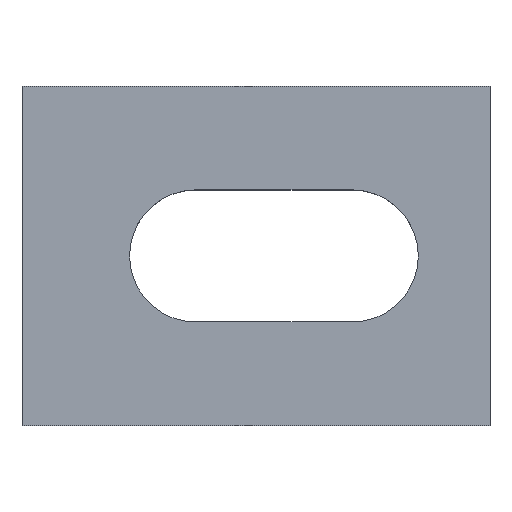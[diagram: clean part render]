
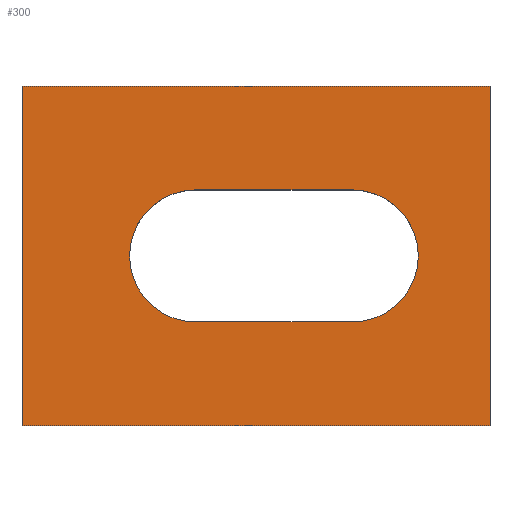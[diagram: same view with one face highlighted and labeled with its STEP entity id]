
A CAD part, top view. The second image highlights one B-rep face of the part: STEP entity #300.
In plain terms, the highlighted planar face has unit normal (0, 0, 1).
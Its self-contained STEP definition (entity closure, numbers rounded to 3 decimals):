
#7 = VECTOR ( 'NONE', #357, 1000. ) ;
#18 = VERTEX_POINT ( 'NONE', #328 ) ;
#19 = CARTESIAN_POINT ( 'NONE',  ( -3.2, 3.5, 5. ) ) ;
#20 = CARTESIAN_POINT ( 'NONE',  ( 5.1, 3.5, 5. ) ) ;
#21 = DIRECTION ( 'NONE',  ( -1., 0., 0. ) ) ;
#22 = CARTESIAN_POINT ( 'NONE',  ( 12.4, -9., 5. ) ) ;
#31 = ORIENTED_EDGE ( 'NONE', *, *, #88, .F. ) ;
#38 = ORIENTED_EDGE ( 'NONE', *, *, #190, .F. ) ;
#41 = VERTEX_POINT ( 'NONE', #176 ) ;
#54 = VERTEX_POINT ( 'NONE', #206 ) ;
#57 = VERTEX_POINT ( 'NONE', #115 ) ;
#61 = EDGE_CURVE ( 'NONE', #57, #54, #86, .T. ) ;
#63 = VERTEX_POINT ( 'NONE', #19 ) ;
#70 = EDGE_CURVE ( 'NONE', #147, #320, #257, .T. ) ;
#75 = CIRCLE ( 'NONE', #306, 3.5 ) ;
#76 = AXIS2_PLACEMENT_3D ( 'NONE', #151, #91, #247 ) ;
#82 = VECTOR ( 'NONE', #21, 1000. ) ;
#84 = EDGE_LOOP ( 'NONE', ( #330, #224, #31, #264, #327 ) ) ;
#85 = LINE ( 'NONE', #279, #82 ) ;
#86 = LINE ( 'NONE', #299, #354 ) ;
#87 = EDGE_CURVE ( 'NONE', #320, #57, #199, .T. ) ;
#88 = EDGE_CURVE ( 'NONE', #41, #18, #198, .T. ) ;
#90 = DIRECTION ( 'NONE',  ( 1., 0., 0. ) ) ;
#91 = DIRECTION ( 'NONE',  ( 0., 0., 1. ) ) ;
#104 = CARTESIAN_POINT ( 'NONE',  ( -12.4, -9., 5. ) ) ;
#115 = CARTESIAN_POINT ( 'NONE',  ( -12.4, 9., 5. ) ) ;
#125 = CARTESIAN_POINT ( 'NONE',  ( 12.4, -9., 5. ) ) ;
#126 = AXIS2_PLACEMENT_3D ( 'NONE', #22, #218, #338 ) ;
#127 = EDGE_LOOP ( 'NONE', ( #137, #38, #252, #316 ) ) ;
#137 = ORIENTED_EDGE ( 'NONE', *, *, #70, .F. ) ;
#139 = CARTESIAN_POINT ( 'NONE',  ( -3.2, 0., 5. ) ) ;
#141 = DIRECTION ( 'NONE',  ( 0., 0., 1. ) ) ;
#142 = DIRECTION ( 'NONE',  ( -1., 0., 0. ) ) ;
#143 = AXIS2_PLACEMENT_3D ( 'NONE', #139, #141, #345 ) ;
#147 = VERTEX_POINT ( 'NONE', #303 ) ;
#148 = EDGE_CURVE ( 'NONE', #18, #226, #302, .T. ) ;
#149 = VECTOR ( 'NONE', #219, 1000. ) ;
#151 = CARTESIAN_POINT ( 'NONE',  ( 5.1, 0., 5. ) ) ;
#160 = PLANE ( 'NONE',  #126 ) ;
#176 = CARTESIAN_POINT ( 'NONE',  ( -3.2, -3.5, 5. ) ) ;
#190 = EDGE_CURVE ( 'NONE', #54, #147, #202, .T. ) ;
#198 = LINE ( 'NONE', #241, #340 ) ;
#199 = LINE ( 'NONE', #213, #280 ) ;
#202 = LINE ( 'NONE', #312, #149 ) ;
#206 = CARTESIAN_POINT ( 'NONE',  ( 12.4, 9., 5. ) ) ;
#213 = CARTESIAN_POINT ( 'NONE',  ( -12.4, -9., 5. ) ) ;
#215 = CIRCLE ( 'NONE', #143, 3.5 ) ;
#218 = DIRECTION ( 'NONE',  ( 0., 0., -1. ) ) ;
#219 = DIRECTION ( 'NONE',  ( 0., -1., 0. ) ) ;
#224 = ORIENTED_EDGE ( 'NONE', *, *, #148, .F. ) ;
#225 = FACE_BOUND ( 'NONE', #84, .T. ) ;
#226 = VERTEX_POINT ( 'NONE', #20 ) ;
#233 = EDGE_CURVE ( 'NONE', #226, #63, #85, .T. ) ;
#241 = CARTESIAN_POINT ( 'NONE',  ( 12.4, -3.5, 5. ) ) ;
#247 = DIRECTION ( 'NONE',  ( -1., 0., 0. ) ) ;
#249 = CARTESIAN_POINT ( 'NONE',  ( -6.7, 0., 5. ) ) ;
#252 = ORIENTED_EDGE ( 'NONE', *, *, #61, .F. ) ;
#257 = LINE ( 'NONE', #125, #7 ) ;
#264 = ORIENTED_EDGE ( 'NONE', *, *, #360, .F. ) ;
#279 = CARTESIAN_POINT ( 'NONE',  ( 12.4, 3.5, 5. ) ) ;
#280 = VECTOR ( 'NONE', #331, 1000. ) ;
#294 = VERTEX_POINT ( 'NONE', #249 ) ;
#299 = CARTESIAN_POINT ( 'NONE',  ( 12.4, 9., 5. ) ) ;
#300 = ADVANCED_FACE ( 'NONE', ( #225, #324 ), #160, .F. ) ;
#302 = CIRCLE ( 'NONE', #76, 3.5 ) ;
#303 = CARTESIAN_POINT ( 'NONE',  ( 12.4, -9., 5. ) ) ;
#306 = AXIS2_PLACEMENT_3D ( 'NONE', #377, #341, #142 ) ;
#312 = CARTESIAN_POINT ( 'NONE',  ( 12.4, -9., 5. ) ) ;
#316 = ORIENTED_EDGE ( 'NONE', *, *, #87, .F. ) ;
#320 = VERTEX_POINT ( 'NONE', #104 ) ;
#324 = FACE_OUTER_BOUND ( 'NONE', #127, .T. ) ;
#327 = ORIENTED_EDGE ( 'NONE', *, *, #342, .F. ) ;
#328 = CARTESIAN_POINT ( 'NONE',  ( 5.1, -3.5, 5. ) ) ;
#330 = ORIENTED_EDGE ( 'NONE', *, *, #233, .F. ) ;
#331 = DIRECTION ( 'NONE',  ( 0., 1., 0. ) ) ;
#338 = DIRECTION ( 'NONE',  ( -1., 0., 0. ) ) ;
#340 = VECTOR ( 'NONE', #359, 1000. ) ;
#341 = DIRECTION ( 'NONE',  ( 0., 0., 1. ) ) ;
#342 = EDGE_CURVE ( 'NONE', #63, #294, #75, .T. ) ;
#345 = DIRECTION ( 'NONE',  ( -1., 0., 0. ) ) ;
#354 = VECTOR ( 'NONE', #90, 1000. ) ;
#357 = DIRECTION ( 'NONE',  ( -1., 0., 0. ) ) ;
#359 = DIRECTION ( 'NONE',  ( 1., 0., 0. ) ) ;
#360 = EDGE_CURVE ( 'NONE', #294, #41, #215, .T. ) ;
#377 = CARTESIAN_POINT ( 'NONE',  ( -3.2, 0., 5. ) ) ;
